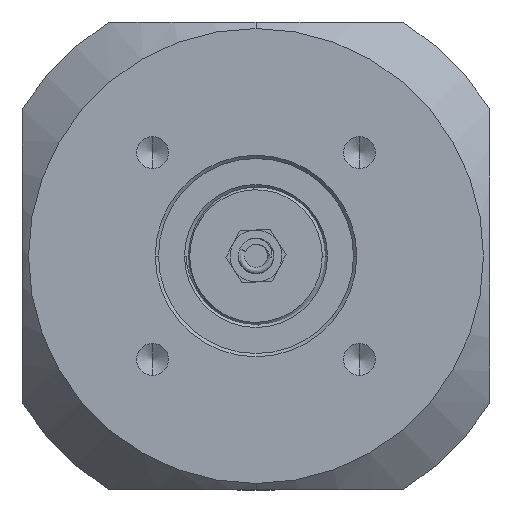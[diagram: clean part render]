
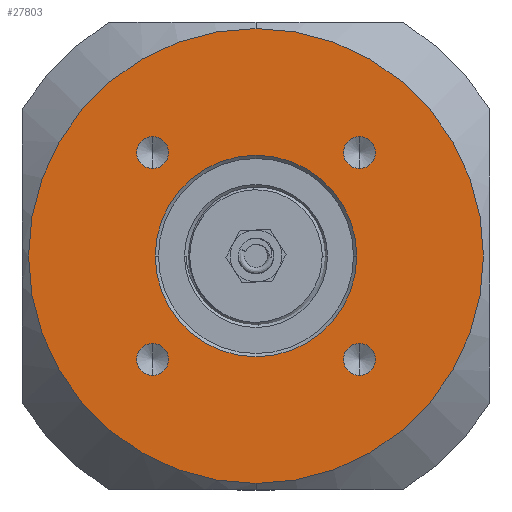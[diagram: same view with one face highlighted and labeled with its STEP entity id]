
A CAD part, front view. The second image highlights one B-rep face of the part: STEP entity #27803.
In plain terms, the highlighted planar face has unit normal (0, -1, 0).
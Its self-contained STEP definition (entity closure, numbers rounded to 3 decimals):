
#261 = VERTEX_POINT ( 'NONE', #5249 ) ;
#416 = DIRECTION ( 'NONE',  ( 0., 1., 0. ) ) ;
#1604 = ORIENTED_EDGE ( 'NONE', *, *, #52916, .F. ) ;
#1672 = CIRCLE ( 'NONE', #37102, 2.458 ) ;
#2716 = AXIS2_PLACEMENT_3D ( 'NONE', #53637, #32576, #41078 ) ;
#2741 = AXIS2_PLACEMENT_3D ( 'NONE', #55125, #16949, #37707 ) ;
#2765 = DIRECTION ( 'NONE',  ( 0., -1., 0. ) ) ;
#3480 = ORIENTED_EDGE ( 'NONE', *, *, #10357, .F. ) ;
#4643 = DIRECTION ( 'NONE',  ( 0., 0., 1. ) ) ;
#5031 = EDGE_CURVE ( 'NONE', #46553, #24948, #9983, .T. ) ;
#5249 = CARTESIAN_POINT ( 'NONE',  ( 15.91, 0., -13.451 ) ) ;
#7025 = EDGE_LOOP ( 'NONE', ( #37578, #38047 ) ) ;
#7869 = CARTESIAN_POINT ( 'NONE',  ( -15.91, 0., 13.451 ) ) ;
#9429 = EDGE_CURVE ( 'NONE', #24948, #46553, #35570, .T. ) ;
#9493 = ORIENTED_EDGE ( 'NONE', *, *, #29832, .F. ) ;
#9711 = DIRECTION ( 'NONE',  ( 0., 0., -1. ) ) ;
#9983 = CIRCLE ( 'NONE', #41767, 2.458 ) ;
#10339 = AXIS2_PLACEMENT_3D ( 'NONE', #19114, #49813, #9711 ) ;
#10357 = EDGE_CURVE ( 'NONE', #49741, #12022, #17619, .T. ) ;
#11044 = CARTESIAN_POINT ( 'NONE',  ( 15.5, 0., 0. ) ) ;
#11637 = CIRCLE ( 'NONE', #44351, 35. ) ;
#12022 = VERTEX_POINT ( 'NONE', #46812 ) ;
#13256 = EDGE_LOOP ( 'NONE', ( #51679, #3480 ) ) ;
#13871 = CARTESIAN_POINT ( 'NONE',  ( -15.91, 0., -13.451 ) ) ;
#13946 = DIRECTION ( 'NONE',  ( 0., 1., 0. ) ) ;
#14050 = CARTESIAN_POINT ( 'NONE',  ( 0., 0., 0. ) ) ;
#14244 = FACE_BOUND ( 'NONE', #51450, .T. ) ;
#14792 = DIRECTION ( 'NONE',  ( 0., -1., 0. ) ) ;
#15154 = CARTESIAN_POINT ( 'NONE',  ( 15.91, 0., -15.91 ) ) ;
#15450 = CIRCLE ( 'NONE', #2716, 2.458 ) ;
#16949 = DIRECTION ( 'NONE',  ( 0., -1., 0. ) ) ;
#17329 = CIRCLE ( 'NONE', #50042, 2.458 ) ;
#17619 = CIRCLE ( 'NONE', #49448, 2.458 ) ;
#17938 = CIRCLE ( 'NONE', #25247, 35. ) ;
#18629 = CARTESIAN_POINT ( 'NONE',  ( -15.91, 0., 18.368 ) ) ;
#19092 = FACE_BOUND ( 'NONE', #13256, .T. ) ;
#19114 = CARTESIAN_POINT ( 'NONE',  ( 15.91, 0., -15.91 ) ) ;
#19450 = EDGE_CURVE ( 'NONE', #50540, #261, #1672, .T. ) ;
#19648 = AXIS2_PLACEMENT_3D ( 'NONE', #44684, #13946, #36395 ) ;
#20136 = DIRECTION ( 'NONE',  ( 0., 0., -1. ) ) ;
#21782 = ORIENTED_EDGE ( 'NONE', *, *, #19450, .F. ) ;
#21914 = CARTESIAN_POINT ( 'NONE',  ( -15.91, 0., -18.368 ) ) ;
#22521 = FACE_OUTER_BOUND ( 'NONE', #36316, .T. ) ;
#23309 = VERTEX_POINT ( 'NONE', #11044 ) ;
#23366 = FACE_BOUND ( 'NONE', #7025, .T. ) ;
#24838 = CARTESIAN_POINT ( 'NONE',  ( -15.5, 0., 0. ) ) ;
#24948 = VERTEX_POINT ( 'NONE', #13871 ) ;
#25247 = AXIS2_PLACEMENT_3D ( 'NONE', #35350, #416, #4643 ) ;
#26719 = ORIENTED_EDGE ( 'NONE', *, *, #54575, .F. ) ;
#27256 = CARTESIAN_POINT ( 'NONE',  ( 0., 0., 0. ) ) ;
#27803 = ADVANCED_FACE ( 'NONE', ( #48720, #19092, #14244, #23366, #48974, #22521 ), #40931, .F. ) ;
#28480 = VERTEX_POINT ( 'NONE', #37601 ) ;
#29546 = AXIS2_PLACEMENT_3D ( 'NONE', #39042, #14792, #44686 ) ;
#29832 = EDGE_CURVE ( 'NONE', #261, #50540, #52113, .T. ) ;
#31377 = DIRECTION ( 'NONE',  ( 0., -1., 0. ) ) ;
#32576 = DIRECTION ( 'NONE',  ( 0., -1., 0. ) ) ;
#34032 = CIRCLE ( 'NONE', #29546, 2.458 ) ;
#34316 = DIRECTION ( 'NONE',  ( 0., -1., 0. ) ) ;
#34702 = CARTESIAN_POINT ( 'NONE',  ( 0., 0., -35. ) ) ;
#35137 = EDGE_CURVE ( 'NONE', #12022, #49741, #15450, .T. ) ;
#35350 = CARTESIAN_POINT ( 'NONE',  ( 0., 0., 0. ) ) ;
#35570 = CIRCLE ( 'NONE', #47458, 2.458 ) ;
#36235 = EDGE_LOOP ( 'NONE', ( #26719, #56007 ) ) ;
#36316 = EDGE_LOOP ( 'NONE', ( #1604, #38281 ) ) ;
#36395 = DIRECTION ( 'NONE',  ( 0., 0., 1. ) ) ;
#36460 = DIRECTION ( 'NONE',  ( 0., -1., 0. ) ) ;
#36899 = CARTESIAN_POINT ( 'NONE',  ( -15.91, 0., -15.91 ) ) ;
#37020 = DIRECTION ( 'NONE',  ( 0., 0., -1. ) ) ;
#37102 = AXIS2_PLACEMENT_3D ( 'NONE', #15154, #36460, #37020 ) ;
#37464 = VERTEX_POINT ( 'NONE', #18629 ) ;
#37578 = ORIENTED_EDGE ( 'NONE', *, *, #5031, .F. ) ;
#37601 = CARTESIAN_POINT ( 'NONE',  ( 0., 0., 35. ) ) ;
#37707 = DIRECTION ( 'NONE',  ( 1., 0., 0. ) ) ;
#38047 = ORIENTED_EDGE ( 'NONE', *, *, #9429, .F. ) ;
#38129 = ORIENTED_EDGE ( 'NONE', *, *, #47541, .F. ) ;
#38138 = VERTEX_POINT ( 'NONE', #34702 ) ;
#38281 = ORIENTED_EDGE ( 'NONE', *, *, #43374, .F. ) ;
#38734 = DIRECTION ( 'NONE',  ( 0., -1., 0. ) ) ;
#39042 = CARTESIAN_POINT ( 'NONE',  ( -15.91, 0., 15.91 ) ) ;
#39955 = CARTESIAN_POINT ( 'NONE',  ( 15.91, 0., 18.368 ) ) ;
#40931 = PLANE ( 'NONE',  #19648 ) ;
#40936 = CIRCLE ( 'NONE', #54585, 15.5 ) ;
#41078 = DIRECTION ( 'NONE',  ( 0., 0., -1. ) ) ;
#41149 = DIRECTION ( 'NONE',  ( 0., 0., -1. ) ) ;
#41544 = EDGE_CURVE ( 'NONE', #37464, #42104, #34032, .T. ) ;
#41767 = AXIS2_PLACEMENT_3D ( 'NONE', #46059, #2765, #20136 ) ;
#42104 = VERTEX_POINT ( 'NONE', #7869 ) ;
#42172 = DIRECTION ( 'NONE',  ( 0., 0., -1. ) ) ;
#42580 = EDGE_LOOP ( 'NONE', ( #38129, #51600 ) ) ;
#43035 = CARTESIAN_POINT ( 'NONE',  ( -15.91, 0., 15.91 ) ) ;
#43374 = EDGE_CURVE ( 'NONE', #38138, #28480, #17938, .T. ) ;
#43627 = CIRCLE ( 'NONE', #2741, 15.5 ) ;
#44351 = AXIS2_PLACEMENT_3D ( 'NONE', #27256, #45483, #53422 ) ;
#44684 = CARTESIAN_POINT ( 'NONE',  ( 0., 0., 0. ) ) ;
#44686 = DIRECTION ( 'NONE',  ( 0., 0., -1. ) ) ;
#45202 = DIRECTION ( 'NONE',  ( 0., -1., 0. ) ) ;
#45483 = DIRECTION ( 'NONE',  ( 0., 1., 0. ) ) ;
#45855 = EDGE_CURVE ( 'NONE', #50229, #23309, #43627, .T. ) ;
#46059 = CARTESIAN_POINT ( 'NONE',  ( -15.91, 0., -15.91 ) ) ;
#46455 = CARTESIAN_POINT ( 'NONE',  ( 15.91, 0., 15.91 ) ) ;
#46553 = VERTEX_POINT ( 'NONE', #21914 ) ;
#46812 = CARTESIAN_POINT ( 'NONE',  ( 15.91, 0., 13.451 ) ) ;
#47458 = AXIS2_PLACEMENT_3D ( 'NONE', #36899, #45202, #41149 ) ;
#47541 = EDGE_CURVE ( 'NONE', #42104, #37464, #17329, .T. ) ;
#48720 = FACE_BOUND ( 'NONE', #36235, .T. ) ;
#48808 = DIRECTION ( 'NONE',  ( 1., 0., 0. ) ) ;
#48974 = FACE_BOUND ( 'NONE', #42580, .T. ) ;
#49448 = AXIS2_PLACEMENT_3D ( 'NONE', #46455, #34316, #49843 ) ;
#49741 = VERTEX_POINT ( 'NONE', #39955 ) ;
#49813 = DIRECTION ( 'NONE',  ( 0., -1., 0. ) ) ;
#49843 = DIRECTION ( 'NONE',  ( 0., 0., -1. ) ) ;
#50042 = AXIS2_PLACEMENT_3D ( 'NONE', #43035, #38734, #42172 ) ;
#50229 = VERTEX_POINT ( 'NONE', #24838 ) ;
#50540 = VERTEX_POINT ( 'NONE', #54847 ) ;
#51450 = EDGE_LOOP ( 'NONE', ( #21782, #9493 ) ) ;
#51600 = ORIENTED_EDGE ( 'NONE', *, *, #41544, .F. ) ;
#51679 = ORIENTED_EDGE ( 'NONE', *, *, #35137, .F. ) ;
#52113 = CIRCLE ( 'NONE', #10339, 2.458 ) ;
#52916 = EDGE_CURVE ( 'NONE', #28480, #38138, #11637, .T. ) ;
#53422 = DIRECTION ( 'NONE',  ( 0., 0., 1. ) ) ;
#53637 = CARTESIAN_POINT ( 'NONE',  ( 15.91, 0., 15.91 ) ) ;
#54575 = EDGE_CURVE ( 'NONE', #23309, #50229, #40936, .T. ) ;
#54585 = AXIS2_PLACEMENT_3D ( 'NONE', #14050, #31377, #48808 ) ;
#54847 = CARTESIAN_POINT ( 'NONE',  ( 15.91, 0., -18.368 ) ) ;
#55125 = CARTESIAN_POINT ( 'NONE',  ( 0., 0., 0. ) ) ;
#56007 = ORIENTED_EDGE ( 'NONE', *, *, #45855, .F. ) ;
